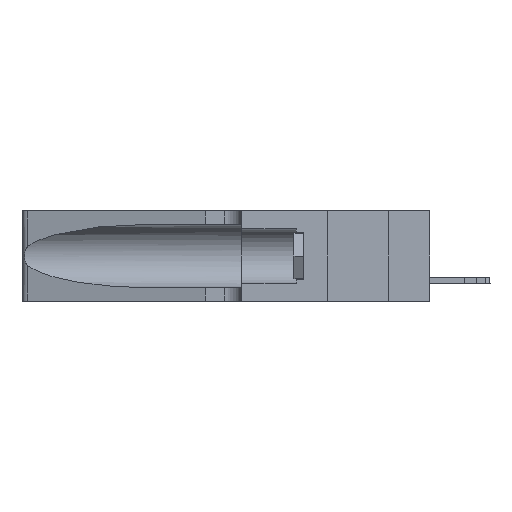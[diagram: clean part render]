
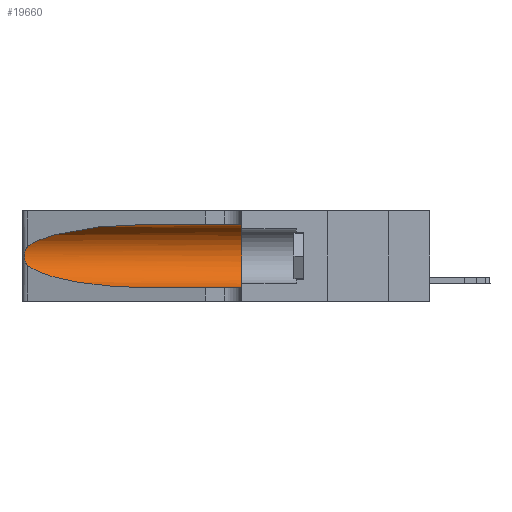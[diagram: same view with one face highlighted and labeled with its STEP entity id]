
A CAD part, left-side view. The second image highlights one B-rep face of the part: STEP entity #19660.
In plain terms, the highlighted cylindrical face has radius 3.308 mm (diameter 6.617 mm), a partial arc.
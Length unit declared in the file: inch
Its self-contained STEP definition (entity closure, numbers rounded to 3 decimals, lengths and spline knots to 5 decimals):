
#355 = CARTESIAN_POINT ( 'NONE',  ( 0.1305, 1.61858, 0.05475 ) ) ;
#956 = CARTESIAN_POINT ( 'NONE',  ( 0.18966, 0.96281, 0.05475 ) ) ;
#1208 = EDGE_CURVE ( 'NONE', #23605, #14638, #6640, .T. ) ;
#2361 = CARTESIAN_POINT ( 'NONE',  ( 0.26017, 1.23833, 0.17102 ) ) ;
#2454 = CARTESIAN_POINT ( 'NONE',  ( 0.26075, 1.23896, 0.19203 ) ) ;
#2794 = ORIENTED_EDGE ( 'NONE', *, *, #7723, .T. ) ;
#2887 = B_SPLINE_CURVE_WITH_KNOTS ( 'NONE', 3,
 ( #2957, #23779, #11320, #25121, #21023, #21116, #2454, #6503, #2361, #4473, #17084, #4567, #8978, #25753 ),
 .UNSPECIFIED., .F., .F.,
 ( 4, 2, 2, 2, 2, 2, 4 ),
 ( 0., 0.00027, 0.00053, 0.00107, 0.0016, 0.00187, 0.00214 ),
 .UNSPECIFIED. ) ;
#2953 = CARTESIAN_POINT ( 'NONE',  ( 0.2373, 1.15595, 0.08982 ) ) ;
#2957 = CARTESIAN_POINT ( 'NONE',  ( 0.25487, 1.22718, 0.22369 ) ) ;
#3001 = LINE ( 'NONE', #22818, #13806 ) ;
#3151 = ORIENTED_EDGE ( 'NONE', *, *, #22890, .T. ) ;
#3554 = CARTESIAN_POINT ( 'NONE',  ( 0.1305, 0.72297, 0.31525 ) ) ;
#4066 = CARTESIAN_POINT ( 'NONE',  ( 0.1305, 0.35, 0.05475 ) ) ;
#4473 = CARTESIAN_POINT ( 'NONE',  ( 0.25856, 1.23593, 0.16098 ) ) ;
#4567 = CARTESIAN_POINT ( 'NONE',  ( 0.25639, 1.23186, 0.15144 ) ) ;
#4794 = DIRECTION ( 'NONE',  ( 0., -1., 0. ) ) ;
#4838 = ORIENTED_EDGE ( 'NONE', *, *, #1208, .F. ) ;
#5154 = CARTESIAN_POINT ( 'NONE',  ( 0.1305, 0.72297, 0.05475 ) ) ;
#5407 = LINE ( 'NONE', #355, #14576 ) ;
#5651 = CARTESIAN_POINT ( 'NONE',  ( 0.25487, 1.22718, 0.22369 ) ) ;
#5687 = CARTESIAN_POINT ( 'NONE',  ( 0.1305, 0.72297, 0.31525 ) ) ;
#6035 = CARTESIAN_POINT ( 'NONE',  ( 0.2373, 1.15595, 0.28018 ) ) ;
#6503 = CARTESIAN_POINT ( 'NONE',  ( 0.26075, 1.23896, 0.178 ) ) ;
#6640 = CIRCLE ( 'NONE', #12635, 0.13025 ) ;
#7300 = CARTESIAN_POINT ( 'NONE',  ( 0.25487, 1.22718, 0.22369 ) ) ;
#7405 =( BOUNDED_CURVE ( )  B_SPLINE_CURVE ( 3, ( #11400, #2953, #956, #5154 ),
 .UNSPECIFIED., .F., .F. ) 
 B_SPLINE_CURVE_WITH_KNOTS ( ( 4, 4 ),
 ( 3.44316, 4.71239 ),
 .UNSPECIFIED. ) 
 CURVE ( )  GEOMETRIC_REPRESENTATION_ITEM ( )  RATIONAL_B_SPLINE_CURVE ( ( 1., 0.87, 0.87, 1. ) ) 
 REPRESENTATION_ITEM ( '' )  );
#7448 = VERTEX_POINT ( 'NONE', #7300 ) ;
#7723 = EDGE_CURVE ( 'NONE', #7448, #25595, #2887, .T. ) ;
#7877 = CARTESIAN_POINT ( 'NONE',  ( 0.18966, 0.96281, 0.31525 ) ) ;
#8402 = FACE_OUTER_BOUND ( 'NONE', #9705, .T. ) ;
#8978 = CARTESIAN_POINT ( 'NONE',  ( 0.25555, 1.22993, 0.14849 ) ) ;
#9705 = EDGE_LOOP ( 'NONE', ( #3151, #2794, #12805, #16939, #4838, #15537 ) ) ;
#10991 = CARTESIAN_POINT ( 'NONE',  ( 0.1305, 0.72297, 0.05475 ) ) ;
#11320 = CARTESIAN_POINT ( 'NONE',  ( 0.25639, 1.23184, 0.21858 ) ) ;
#11400 = CARTESIAN_POINT ( 'NONE',  ( 0.25487, 1.22718, 0.14631 ) ) ;
#11939 = AXIS2_PLACEMENT_3D ( 'NONE', #25980, #4794, #25796 ) ;
#12314 = DIRECTION ( 'NONE',  ( 0., 0., 1. ) ) ;
#12518 = DIRECTION ( 'NONE',  ( 0., -1., 0. ) ) ;
#12635 = AXIS2_PLACEMENT_3D ( 'NONE', #26613, #20339, #12314 ) ;
#12805 = ORIENTED_EDGE ( 'NONE', *, *, #25716, .T. ) ;
#13414 = EDGE_CURVE ( 'NONE', #18280, #14638, #5407, .T. ) ;
#13806 = VECTOR ( 'NONE', #14510, 39.37008 ) ;
#13864 = EDGE_CURVE ( 'NONE', #18084, #23605, #3001, .T. ) ;
#14510 = DIRECTION ( 'NONE',  ( 0., -1., 0. ) ) ;
#14576 = VECTOR ( 'NONE', #12518, 39.37008 ) ;
#14638 = VERTEX_POINT ( 'NONE', #4066 ) ;
#15537 = ORIENTED_EDGE ( 'NONE', *, *, #13864, .F. ) ;
#16939 = ORIENTED_EDGE ( 'NONE', *, *, #13414, .T. ) ;
#17084 = CARTESIAN_POINT ( 'NONE',  ( 0.25789, 1.23486, 0.15765 ) ) ;
#18084 = VERTEX_POINT ( 'NONE', #5687 ) ;
#18280 = VERTEX_POINT ( 'NONE', #10991 ) ;
#19138 =( BOUNDED_CURVE ( )  B_SPLINE_CURVE ( 3, ( #3554, #7877, #6035, #5651 ),
 .UNSPECIFIED., .F., .T. ) 
 B_SPLINE_CURVE_WITH_KNOTS ( ( 4, 4 ),
 ( 1.5708, 2.84003 ),
 .UNSPECIFIED. ) 
 CURVE ( )  GEOMETRIC_REPRESENTATION_ITEM ( )  RATIONAL_B_SPLINE_CURVE ( ( 1., 0.87, 0.87, 1. ) ) 
 REPRESENTATION_ITEM ( '' )  );
#19225 = CARTESIAN_POINT ( 'NONE',  ( 0.25487, 1.22718, 0.14631 ) ) ;
#19660 = ADVANCED_FACE ( 'NONE', ( #8402 ), #20997, .F. ) ;
#20247 = CARTESIAN_POINT ( 'NONE',  ( 0.1305, 0.35, 0.31525 ) ) ;
#20339 = DIRECTION ( 'NONE',  ( 0., 1., 0. ) ) ;
#20997 = CYLINDRICAL_SURFACE ( 'NONE', #11939, 0.13025 ) ;
#21023 = CARTESIAN_POINT ( 'NONE',  ( 0.25854, 1.2359, 0.20912 ) ) ;
#21116 = CARTESIAN_POINT ( 'NONE',  ( 0.26018, 1.23835, 0.19895 ) ) ;
#22818 = CARTESIAN_POINT ( 'NONE',  ( 0.1305, 1.61858, 0.31525 ) ) ;
#22890 = EDGE_CURVE ( 'NONE', #18084, #7448, #19138, .T. ) ;
#23605 = VERTEX_POINT ( 'NONE', #20247 ) ;
#23779 = CARTESIAN_POINT ( 'NONE',  ( 0.25555, 1.22994, 0.2215 ) ) ;
#25121 = CARTESIAN_POINT ( 'NONE',  ( 0.25787, 1.23484, 0.2124 ) ) ;
#25595 = VERTEX_POINT ( 'NONE', #19225 ) ;
#25716 = EDGE_CURVE ( 'NONE', #25595, #18280, #7405, .T. ) ;
#25753 = CARTESIAN_POINT ( 'NONE',  ( 0.25487, 1.22718, 0.14631 ) ) ;
#25796 = DIRECTION ( 'NONE',  ( 0., 0., -1. ) ) ;
#25980 = CARTESIAN_POINT ( 'NONE',  ( 0.1305, 1.61858, 0.185 ) ) ;
#26613 = CARTESIAN_POINT ( 'NONE',  ( 0.1305, 0.35, 0.185 ) ) ;
